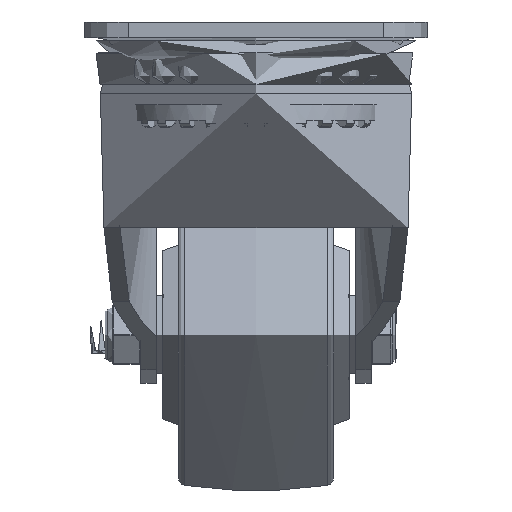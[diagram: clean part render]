
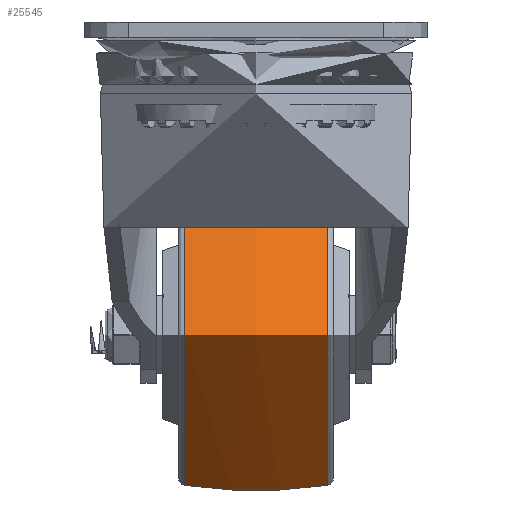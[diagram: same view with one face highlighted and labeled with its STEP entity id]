
A CAD part, left-side view. The second image highlights one B-rep face of the part: STEP entity #25545.
In plain terms, the highlighted free-form (B-spline) face has degree [2, 2] with [3, 9] control points.
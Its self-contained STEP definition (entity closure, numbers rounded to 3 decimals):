
#1988=(
BOUNDED_SURFACE()
B_SPLINE_SURFACE(2,2,((#40457,#40458,#40459,#40460,#40461,#40462,#40463,
#40464,#40465),(#40466,#40467,#40468,#40469,#40470,#40471,#40472,#40473,
#40474),(#40475,#40476,#40477,#40478,#40479,#40480,#40481,#40482,#40483)),
 .UNSPECIFIED.,.F.,.T.,.F.)
B_SPLINE_SURFACE_WITH_KNOTS((3,3),(3,2,2,2,3),(-0.146,0.146),
(-3.142,-1.571,0.,1.571,3.142),
 .UNSPECIFIED.)
GEOMETRIC_REPRESENTATION_ITEM()
RATIONAL_B_SPLINE_SURFACE(((1.,0.707,1.,0.707,1.,
0.707,1.,0.707,1.),(0.989,0.7,
0.989,0.7,0.989,0.7,
0.989,0.7,0.989),(1.,0.707,
1.,0.707,1.,0.707,1.,0.707,1.)))
REPRESENTATION_ITEM('')
SURFACE()
);
#6893=FACE_OUTER_BOUND('',#8458,.T.);
#8458=EDGE_LOOP('',(#19059,#19060,#19061,#19062));
#10043=CIRCLE('',#27728,48.329);
#10045=CIRCLE('',#27730,48.329);
#10046=CIRCLE('',#27731,157.25);
#11225=VERTEX_POINT('',#40454);
#11226=VERTEX_POINT('',#40484);
#14118=EDGE_CURVE('',#11225,#11225,#10043,.T.);
#14120=EDGE_CURVE('',#11226,#11226,#10045,.T.);
#14121=EDGE_CURVE('',#11226,#11225,#10046,.T.);
#19059=ORIENTED_EDGE('',*,*,#14120,.F.);
#19060=ORIENTED_EDGE('',*,*,#14121,.T.);
#19061=ORIENTED_EDGE('',*,*,#14118,.T.);
#19062=ORIENTED_EDGE('',*,*,#14121,.F.);
#25545=ADVANCED_FACE('',(#6893),#1988,.F.);
#27728=AXIS2_PLACEMENT_3D('',#40455,#31243,#31244);
#27730=AXIS2_PLACEMENT_3D('',#40485,#31247,#31248);
#27731=AXIS2_PLACEMENT_3D('',#40486,#31249,#31250);
#31243=DIRECTION('center_axis',(0.,1.,0.));
#31244=DIRECTION('ref_axis',(1.,0.,0.));
#31247=DIRECTION('center_axis',(0.,1.,0.));
#31248=DIRECTION('ref_axis',(1.,0.,0.));
#31249=DIRECTION('center_axis',(-1.,0.,0.));
#31250=DIRECTION('ref_axis',(0.,0.,-1.));
#40454=CARTESIAN_POINT('',(0.,-22.863,-48.329));
#40455=CARTESIAN_POINT('Origin',(0.,-22.863,0.));
#40457=CARTESIAN_POINT('Ctrl Pts',(0.,-22.863,-48.329));
#40458=CARTESIAN_POINT('Ctrl Pts',(-48.329,-22.863,
-48.329));
#40459=CARTESIAN_POINT('Ctrl Pts',(-48.329,-22.863,
0.));
#40460=CARTESIAN_POINT('Ctrl Pts',(-48.329,-22.863,
48.329));
#40461=CARTESIAN_POINT('Ctrl Pts',(0.,-22.863,48.329));
#40462=CARTESIAN_POINT('Ctrl Pts',(48.329,-22.863,48.329));
#40463=CARTESIAN_POINT('Ctrl Pts',(48.329,-22.863,0.));
#40464=CARTESIAN_POINT('Ctrl Pts',(48.329,-22.863,-48.329));
#40465=CARTESIAN_POINT('Ctrl Pts',(0.,-22.863,-48.329));
#40466=CARTESIAN_POINT('Ctrl Pts',(0.,0.,-51.689));
#40467=CARTESIAN_POINT('Ctrl Pts',(-51.689,0.,
-51.689));
#40468=CARTESIAN_POINT('Ctrl Pts',(-51.689,0.,
0.));
#40469=CARTESIAN_POINT('Ctrl Pts',(-51.689,0.,
51.689));
#40470=CARTESIAN_POINT('Ctrl Pts',(0.,0.,51.689));
#40471=CARTESIAN_POINT('Ctrl Pts',(51.689,0.,
51.689));
#40472=CARTESIAN_POINT('Ctrl Pts',(51.689,0.,
0.));
#40473=CARTESIAN_POINT('Ctrl Pts',(51.689,0.,
-51.689));
#40474=CARTESIAN_POINT('Ctrl Pts',(0.,0.,-51.689));
#40475=CARTESIAN_POINT('Ctrl Pts',(0.,22.863,-48.329));
#40476=CARTESIAN_POINT('Ctrl Pts',(-48.329,22.863,-48.329));
#40477=CARTESIAN_POINT('Ctrl Pts',(-48.329,22.863,0.));
#40478=CARTESIAN_POINT('Ctrl Pts',(-48.329,22.863,48.329));
#40479=CARTESIAN_POINT('Ctrl Pts',(0.,22.863,48.329));
#40480=CARTESIAN_POINT('Ctrl Pts',(48.329,22.863,48.329));
#40481=CARTESIAN_POINT('Ctrl Pts',(48.329,22.863,0.));
#40482=CARTESIAN_POINT('Ctrl Pts',(48.329,22.863,-48.329));
#40483=CARTESIAN_POINT('Ctrl Pts',(0.,22.863,-48.329));
#40484=CARTESIAN_POINT('',(0.,22.863,-48.329));
#40485=CARTESIAN_POINT('Origin',(0.,22.863,0.));
#40486=CARTESIAN_POINT('Origin',(0.,0.,
107.25));
